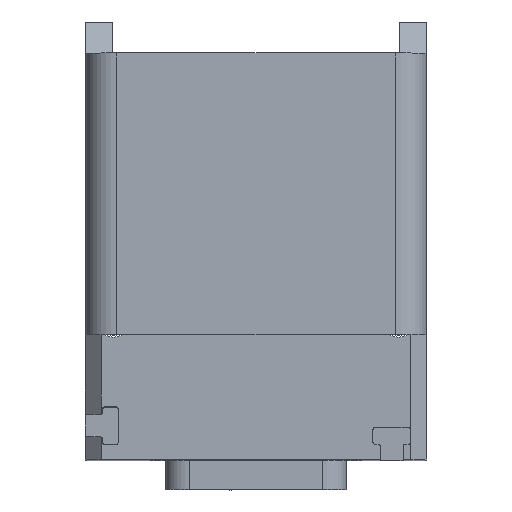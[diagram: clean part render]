
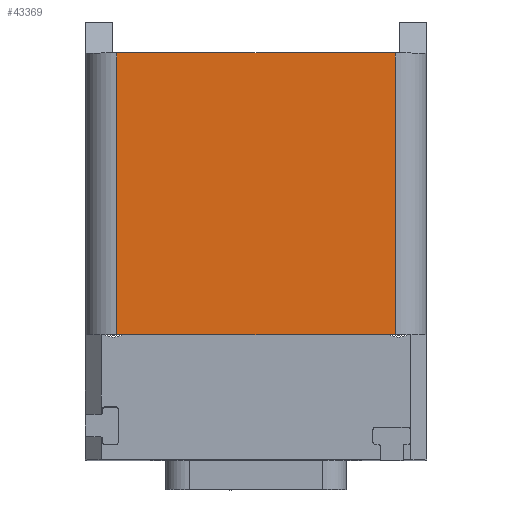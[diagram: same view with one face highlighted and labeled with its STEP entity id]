
A CAD part, top view. The second image highlights one B-rep face of the part: STEP entity #43369.
In plain terms, the highlighted planar face has unit normal (0, 0, 1).
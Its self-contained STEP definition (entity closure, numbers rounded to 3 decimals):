
#4277=DIRECTION('',(1.,0.,0.));
#4278=VECTOR('',#4277,17.8);
#4279=CARTESIAN_POINT('',(-8.9,1.65,15.85));
#4280=LINE('',#4279,#4278);
#4294=DIRECTION('',(0.,-1.,0.));
#4295=VECTOR('',#4294,18.);
#4296=CARTESIAN_POINT('',(8.9,19.65,15.85));
#4297=LINE('',#4296,#4295);
#4311=DIRECTION('',(1.,0.,0.));
#4312=VECTOR('',#4311,17.8);
#4313=CARTESIAN_POINT('',(-8.9,19.65,15.85));
#4314=LINE('',#4313,#4312);
#4315=DIRECTION('',(0.,1.,0.));
#4316=VECTOR('',#4315,18.);
#4317=CARTESIAN_POINT('',(-8.9,1.65,15.85));
#4318=LINE('',#4317,#4316);
#24139=CARTESIAN_POINT('',(-8.9,1.65,15.85));
#24140=CARTESIAN_POINT('',(8.9,1.65,15.85));
#24141=VERTEX_POINT('',#24139);
#24142=VERTEX_POINT('',#24140);
#24327=CARTESIAN_POINT('',(-8.9,19.65,15.85));
#24328=VERTEX_POINT('',#24327);
#24329=CARTESIAN_POINT('',(8.9,19.65,15.85));
#24330=VERTEX_POINT('',#24329);
#43356=CARTESIAN_POINT('',(-10.9,21.65,15.85));
#43357=DIRECTION('',(0.,0.,1.));
#43358=DIRECTION('',(0.,-1.,0.));
#43359=AXIS2_PLACEMENT_3D('',#43356,#43357,#43358);
#43360=PLANE('',#43359);
#43362=ORIENTED_EDGE('',*,*,#43361,.T.);
#43364=ORIENTED_EDGE('',*,*,#43363,.T.);
#43365=ORIENTED_EDGE('',*,*,#43345,.T.);
#43366=ORIENTED_EDGE('',*,*,#43317,.F.);
#43367=EDGE_LOOP('',(#43362,#43364,#43365,#43366));
#43368=FACE_OUTER_BOUND('',#43367,.F.);
#43369=ADVANCED_FACE('',(#43368),#43360,.T.);
#43317=EDGE_CURVE('',#24141,#24142,#4280,.T.);
#43345=EDGE_CURVE('',#24330,#24142,#4297,.T.);
#43361=EDGE_CURVE('',#24141,#24328,#4318,.T.);
#43363=EDGE_CURVE('',#24328,#24330,#4314,.T.);
